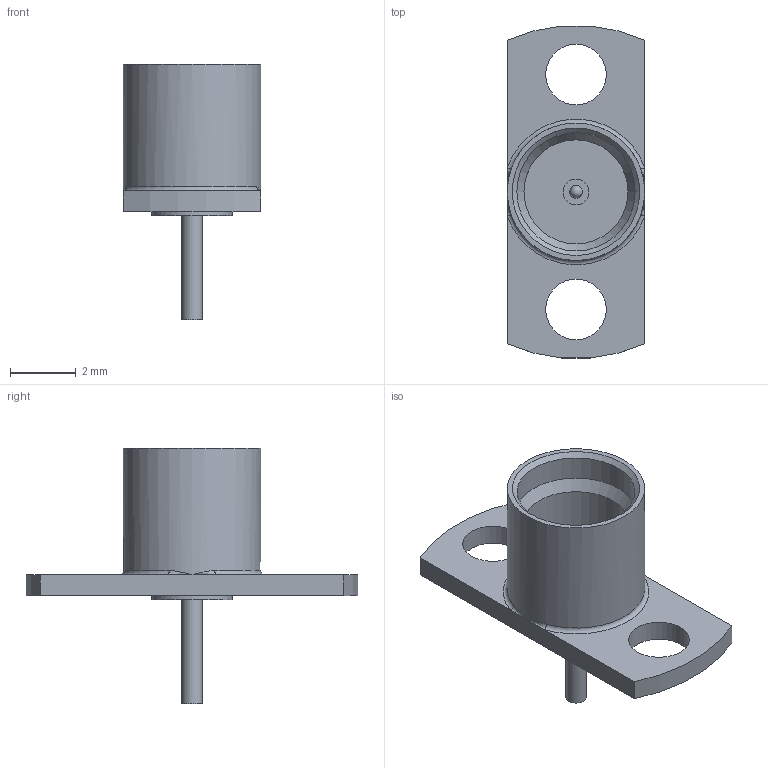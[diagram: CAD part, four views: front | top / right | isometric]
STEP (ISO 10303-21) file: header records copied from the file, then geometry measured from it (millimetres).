
FILE_DESCRIPTION (( 'STEP AP203' ), '1' );
FILE_NAME ('PE44938_3D.step', '2021-08-03T23:33:23', ( '' ), ( '' ), 'SwSTEP 2.0', 'SolidWorks 2021', '' );
FILE_SCHEMA (( 'CONFIG_CONTROL_DESIGN' ));
Length unit declared in the file: inch
Products named in the file (1): PE44938_3D
Bounding box: 4.19 x 10.12 x 7.8 mm (x, y, z)
Volume: 52.7 mm3; surface area: 185.2 mm2
Topology: 1 solids, 1 shells, 32 faces, 70 edges, 40 vertices
Faces by surface type: cylinder 12, plane 11, bspline 4, cone 2, torus 2, sphere 1
Full cylindrical faces by diameter (mm): 0.381 x1, 0.622 x1, 0.786 x1, 1.702 x1, 1.85 x2, 2.464 x1, 3.175 x1, 3.607 x1, 4.191 x1
Entity records: 933 total; most frequent: CARTESIAN_POINT 233, DIRECTION 136, ORIENTED_EDGE 100, AXIS2_PLACEMENT_3D 61, EDGE_LOOP 54, EDGE_CURVE 50, FACE_OUTER_BOUND 42, VERTEX_POINT 38
